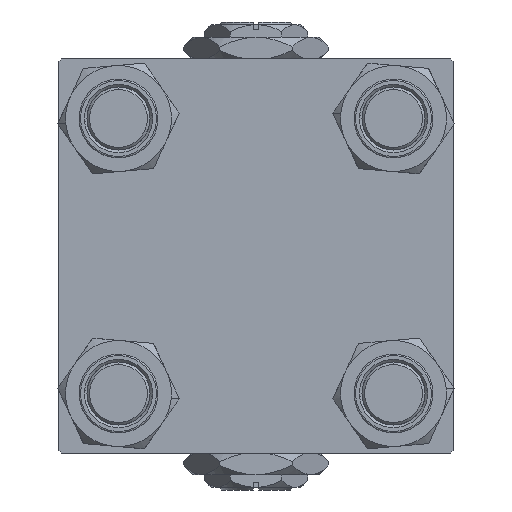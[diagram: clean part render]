
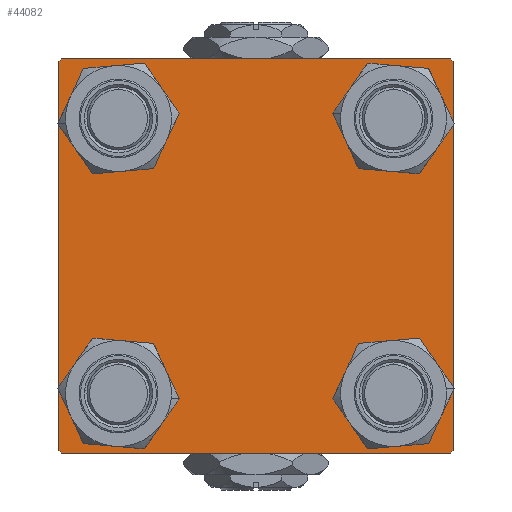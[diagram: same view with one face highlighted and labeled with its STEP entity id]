
A CAD part, left-side view. The second image highlights one B-rep face of the part: STEP entity #44082.
In plain terms, the highlighted planar face has unit normal (-1, 0, 0).
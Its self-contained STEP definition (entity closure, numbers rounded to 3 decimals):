
#163 = DIRECTION ( 'NONE',  ( 0., 0., -1. ) ) ;
#239 = AXIS2_PLACEMENT_3D ( 'NONE', #19211, #6440, #24529 ) ;
#323 = AXIS2_PLACEMENT_3D ( 'NONE', #41867, #37681, #47199 ) ;
#1710 = CARTESIAN_POINT ( 'NONE',  ( 0., -26.15, -19.65 ) ) ;
#2088 = DIRECTION ( 'NONE',  ( 1., 0., 0. ) ) ;
#2213 = DIRECTION ( 'NONE',  ( 0., -1., 0. ) ) ;
#2290 = EDGE_LOOP ( 'NONE', ( #7132, #46562 ) ) ;
#2324 = CARTESIAN_POINT ( 'NONE',  ( 0., -37., -37.5 ) ) ;
#2393 = DIRECTION ( 'NONE',  ( 0., 0., 1. ) ) ;
#2511 = FACE_OUTER_BOUND ( 'NONE', #39478, .T. ) ;
#3800 = DIRECTION ( 'NONE',  ( 0., -0.707, 0.707 ) ) ;
#4055 = DIRECTION ( 'NONE',  ( 1., 0., 0. ) ) ;
#4148 = AXIS2_PLACEMENT_3D ( 'NONE', #42206, #2088, #2393 ) ;
#4197 = LINE ( 'NONE', #35661, #34416 ) ;
#4236 = EDGE_CURVE ( 'NONE', #7862, #29593, #11568, .T. ) ;
#4357 = DIRECTION ( 'NONE',  ( 0., 0., 1. ) ) ;
#4382 = LINE ( 'NONE', #22174, #31430 ) ;
#4427 = ORIENTED_EDGE ( 'NONE', *, *, #20387, .T. ) ;
#4973 = EDGE_CURVE ( 'NONE', #49264, #58746, #46481, .T. ) ;
#5165 = CARTESIAN_POINT ( 'NONE',  ( 0., 26.15, -32.65 ) ) ;
#5611 = VERTEX_POINT ( 'NONE', #36213 ) ;
#5778 = CARTESIAN_POINT ( 'NONE',  ( 0., -37.5, 37.5 ) ) ;
#6440 = DIRECTION ( 'NONE',  ( 1., 0., 0. ) ) ;
#7132 = ORIENTED_EDGE ( 'NONE', *, *, #26387, .T. ) ;
#7681 = ORIENTED_EDGE ( 'NONE', *, *, #57876, .T. ) ;
#7800 = CARTESIAN_POINT ( 'NONE',  ( 0., 26.15, 26.15 ) ) ;
#7862 = VERTEX_POINT ( 'NONE', #5165 ) ;
#8102 = DIRECTION ( 'NONE',  ( 0., 0., 1. ) ) ;
#8245 = EDGE_CURVE ( 'NONE', #42383, #24192, #29745, .T. ) ;
#8306 = VERTEX_POINT ( 'NONE', #21045 ) ;
#8398 = CARTESIAN_POINT ( 'NONE',  ( 0., -37., 37.5 ) ) ;
#8487 = AXIS2_PLACEMENT_3D ( 'NONE', #7800, #47943, #8102 ) ;
#8983 = ORIENTED_EDGE ( 'NONE', *, *, #26604, .T. ) ;
#9197 = AXIS2_PLACEMENT_3D ( 'NONE', #30083, #48236, #21164 ) ;
#9623 = VERTEX_POINT ( 'NONE', #26191 ) ;
#10089 = CARTESIAN_POINT ( 'NONE',  ( 0., -26.15, 19.65 ) ) ;
#11339 = ORIENTED_EDGE ( 'NONE', *, *, #4236, .T. ) ;
#11568 = CIRCLE ( 'NONE', #39078, 6.5 ) ;
#12213 = EDGE_CURVE ( 'NONE', #9623, #23515, #25621, .T. ) ;
#12738 = ORIENTED_EDGE ( 'NONE', *, *, #53034, .T. ) ;
#13154 = VERTEX_POINT ( 'NONE', #37337 ) ;
#14272 = CARTESIAN_POINT ( 'NONE',  ( 0., -37.5, -37. ) ) ;
#14532 = ORIENTED_EDGE ( 'NONE', *, *, #32437, .T. ) ;
#15022 = VERTEX_POINT ( 'NONE', #31594 ) ;
#16695 = VECTOR ( 'NONE', #45756, 1000. ) ;
#16727 = FACE_BOUND ( 'NONE', #58789, .T. ) ;
#17115 = VECTOR ( 'NONE', #3800, 1000. ) ;
#18383 = EDGE_CURVE ( 'NONE', #20565, #8306, #44530, .T. ) ;
#19211 = CARTESIAN_POINT ( 'NONE',  ( 0., -26.15, -26.15 ) ) ;
#20238 = VERTEX_POINT ( 'NONE', #10089 ) ;
#20387 = EDGE_CURVE ( 'NONE', #39674, #58746, #34685, .T. ) ;
#20565 = VERTEX_POINT ( 'NONE', #36441 ) ;
#21045 = CARTESIAN_POINT ( 'NONE',  ( 0., 26.15, 19.65 ) ) ;
#21164 = DIRECTION ( 'NONE',  ( 0., 0., 1. ) ) ;
#22174 = CARTESIAN_POINT ( 'NONE',  ( 0., 37.25, -37.25 ) ) ;
#22972 = AXIS2_PLACEMENT_3D ( 'NONE', #39943, #30151, #52474 ) ;
#23338 = ORIENTED_EDGE ( 'NONE', *, *, #12213, .F. ) ;
#23515 = VERTEX_POINT ( 'NONE', #8398 ) ;
#24192 = VERTEX_POINT ( 'NONE', #1710 ) ;
#24529 = DIRECTION ( 'NONE',  ( 0., 0., 1. ) ) ;
#25344 = PLANE ( 'NONE',  #9197 ) ;
#25596 = EDGE_CURVE ( 'NONE', #13154, #53775, #4382, .T. ) ;
#25621 = LINE ( 'NONE', #43768, #34582 ) ;
#25794 = CIRCLE ( 'NONE', #239, 6.5 ) ;
#26191 = CARTESIAN_POINT ( 'NONE',  ( 0., 37., 37.5 ) ) ;
#26387 = EDGE_CURVE ( 'NONE', #24192, #42383, #25794, .T. ) ;
#26604 = EDGE_CURVE ( 'NONE', #29593, #7862, #34368, .T. ) ;
#27001 = DIRECTION ( 'NONE',  ( 0., 0., 1. ) ) ;
#27063 = CARTESIAN_POINT ( 'NONE',  ( 0., 26.15, -19.65 ) ) ;
#27221 = DIRECTION ( 'NONE',  ( 0., -0.707, -0.707 ) ) ;
#27668 = ORIENTED_EDGE ( 'NONE', *, *, #57942, .T. ) ;
#28690 = DIRECTION ( 'NONE',  ( 0., 0., -1. ) ) ;
#29203 = FACE_BOUND ( 'NONE', #52937, .T. ) ;
#29593 = VERTEX_POINT ( 'NONE', #27063 ) ;
#29745 = CIRCLE ( 'NONE', #4148, 6.5 ) ;
#30083 = CARTESIAN_POINT ( 'NONE',  ( 0., 0., 0. ) ) ;
#30151 = DIRECTION ( 'NONE',  ( 1., 0., 0. ) ) ;
#30491 = ORIENTED_EDGE ( 'NONE', *, *, #49222, .T. ) ;
#31430 = VECTOR ( 'NONE', #27221, 1000. ) ;
#31458 = CARTESIAN_POINT ( 'NONE',  ( 0., 37.5, -37.5 ) ) ;
#31594 = CARTESIAN_POINT ( 'NONE',  ( 0., -26.15, 32.65 ) ) ;
#32397 = CARTESIAN_POINT ( 'NONE',  ( 0., 26.15, -26.15 ) ) ;
#32437 = EDGE_CURVE ( 'NONE', #49264, #23515, #34276, .T. ) ;
#33239 = CARTESIAN_POINT ( 'NONE',  ( 0., -26.15, -32.65 ) ) ;
#33393 = VECTOR ( 'NONE', #163, 1000. ) ;
#33587 = EDGE_LOOP ( 'NONE', ( #58702, #30491 ) ) ;
#34276 = LINE ( 'NONE', #52436, #42038 ) ;
#34368 = CIRCLE ( 'NONE', #22972, 6.5 ) ;
#34416 = VECTOR ( 'NONE', #49336, 1000. ) ;
#34582 = VECTOR ( 'NONE', #2213, 1000. ) ;
#34685 = LINE ( 'NONE', #40003, #17115 ) ;
#34793 = CIRCLE ( 'NONE', #55726, 6.5 ) ;
#35661 = CARTESIAN_POINT ( 'NONE',  ( 0., 37.25, 37.25 ) ) ;
#36100 = CARTESIAN_POINT ( 'NONE',  ( 0., -37.5, 37. ) ) ;
#36213 = CARTESIAN_POINT ( 'NONE',  ( 0., 37.5, 37. ) ) ;
#36441 = CARTESIAN_POINT ( 'NONE',  ( 0., 26.15, 32.65 ) ) ;
#36515 = DIRECTION ( 'NONE',  ( 1., 0., 0. ) ) ;
#36864 = DIRECTION ( 'NONE',  ( 0., 0., 1. ) ) ;
#37337 = CARTESIAN_POINT ( 'NONE',  ( 0., 37.5, -37. ) ) ;
#37681 = DIRECTION ( 'NONE',  ( 1., 0., 0. ) ) ;
#39078 = AXIS2_PLACEMENT_3D ( 'NONE', #32397, #41038, #36864 ) ;
#39301 = CIRCLE ( 'NONE', #323, 6.5 ) ;
#39478 = EDGE_LOOP ( 'NONE', ( #55813, #55889, #54939, #4427, #41615, #14532, #23338, #12738 ) ) ;
#39674 = VERTEX_POINT ( 'NONE', #2324 ) ;
#39943 = CARTESIAN_POINT ( 'NONE',  ( 0., 26.15, -26.15 ) ) ;
#39971 = CARTESIAN_POINT ( 'NONE',  ( 0., 26.15, 26.15 ) ) ;
#40003 = CARTESIAN_POINT ( 'NONE',  ( 0., -37.25, -37.25 ) ) ;
#40069 = CARTESIAN_POINT ( 'NONE',  ( 0., -26.15, 26.15 ) ) ;
#40084 = LINE ( 'NONE', #31458, #16695 ) ;
#41038 = DIRECTION ( 'NONE',  ( 1., 0., 0. ) ) ;
#41606 = EDGE_CURVE ( 'NONE', #53775, #39674, #40084, .T. ) ;
#41615 = ORIENTED_EDGE ( 'NONE', *, *, #4973, .F. ) ;
#41867 = CARTESIAN_POINT ( 'NONE',  ( 0., -26.15, 26.15 ) ) ;
#42038 = VECTOR ( 'NONE', #47991, 1000. ) ;
#42040 = VECTOR ( 'NONE', #28690, 1000. ) ;
#42206 = CARTESIAN_POINT ( 'NONE',  ( 0., -26.15, -26.15 ) ) ;
#42383 = VERTEX_POINT ( 'NONE', #33239 ) ;
#42888 = FACE_BOUND ( 'NONE', #33587, .T. ) ;
#43768 = CARTESIAN_POINT ( 'NONE',  ( 0., 37.5, 37.5 ) ) ;
#44082 = ADVANCED_FACE ( 'NONE', ( #29203, #57146, #16727, #42888, #2511 ), #25344, .T. ) ;
#44530 = CIRCLE ( 'NONE', #8487, 6.5 ) ;
#45756 = DIRECTION ( 'NONE',  ( 0., -1., 0. ) ) ;
#46481 = LINE ( 'NONE', #5778, #33393 ) ;
#46562 = ORIENTED_EDGE ( 'NONE', *, *, #8245, .T. ) ;
#47199 = DIRECTION ( 'NONE',  ( 0., 0., 1. ) ) ;
#47268 = CARTESIAN_POINT ( 'NONE',  ( 0., 37., -37.5 ) ) ;
#47943 = DIRECTION ( 'NONE',  ( 1., 0., 0. ) ) ;
#47991 = DIRECTION ( 'NONE',  ( 0., 0.707, 0.707 ) ) ;
#48236 = DIRECTION ( 'NONE',  ( -1., 0., 0. ) ) ;
#49222 = EDGE_CURVE ( 'NONE', #8306, #20565, #34793, .T. ) ;
#49264 = VERTEX_POINT ( 'NONE', #36100 ) ;
#49336 = DIRECTION ( 'NONE',  ( 0., 0.707, -0.707 ) ) ;
#51295 = LINE ( 'NONE', #51600, #42040 ) ;
#51600 = CARTESIAN_POINT ( 'NONE',  ( 0., 37.5, 37.5 ) ) ;
#52436 = CARTESIAN_POINT ( 'NONE',  ( 0., -37.25, 37.25 ) ) ;
#52474 = DIRECTION ( 'NONE',  ( 0., 0., 1. ) ) ;
#52937 = EDGE_LOOP ( 'NONE', ( #7681, #27668 ) ) ;
#53034 = EDGE_CURVE ( 'NONE', #9623, #5611, #4197, .T. ) ;
#53775 = VERTEX_POINT ( 'NONE', #47268 ) ;
#54184 = EDGE_CURVE ( 'NONE', #5611, #13154, #51295, .T. ) ;
#54498 = AXIS2_PLACEMENT_3D ( 'NONE', #40069, #36515, #27001 ) ;
#54939 = ORIENTED_EDGE ( 'NONE', *, *, #41606, .T. ) ;
#55726 = AXIS2_PLACEMENT_3D ( 'NONE', #39971, #4055, #4357 ) ;
#55813 = ORIENTED_EDGE ( 'NONE', *, *, #54184, .T. ) ;
#55889 = ORIENTED_EDGE ( 'NONE', *, *, #25596, .T. ) ;
#56282 = CIRCLE ( 'NONE', #54498, 6.5 ) ;
#57146 = FACE_BOUND ( 'NONE', #2290, .T. ) ;
#57876 = EDGE_CURVE ( 'NONE', #15022, #20238, #56282, .T. ) ;
#57942 = EDGE_CURVE ( 'NONE', #20238, #15022, #39301, .T. ) ;
#58702 = ORIENTED_EDGE ( 'NONE', *, *, #18383, .T. ) ;
#58746 = VERTEX_POINT ( 'NONE', #14272 ) ;
#58789 = EDGE_LOOP ( 'NONE', ( #8983, #11339 ) ) ;
